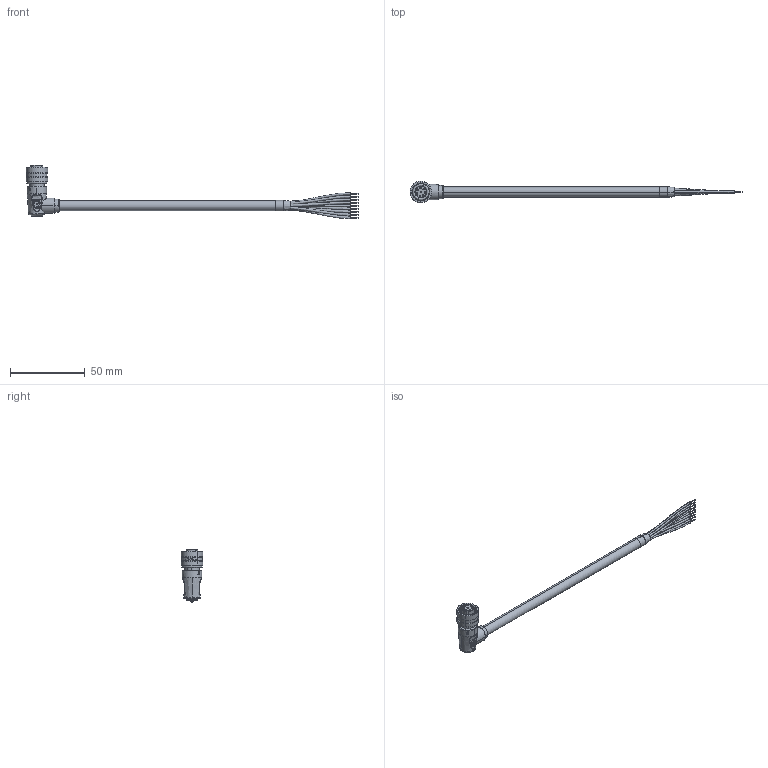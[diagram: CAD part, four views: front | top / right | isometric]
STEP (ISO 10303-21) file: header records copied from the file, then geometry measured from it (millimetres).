
FILE_DESCRIPTION (( 'STEP AP203' ), '1' );
FILE_NAME ('10-04720__revA.STEP', '2022-01-14T18:21:40', ( '' ), ( '' ), 'SwSTEP 2.0', 'SolidWorks 2021', '' );
FILE_SCHEMA (( 'CONFIG_CONTROL_DESIGN' ));
Length unit declared in the file: millimetre
Products named in the file (9): 10-04720__revA; 50-00983-02_For STEP file; 50-00983-03___; 50-00983_STEP; 50-00983-04___; 50-00983-01___; 24-00361; 50-00983-05___; 30-01611_M12 (50 with 5mm tinned)
Assembly tree (15 placements, depth 3):
  10-04720__revA
    30-01611_M12 (50 with 5mm tinned)
    24-00361
    50-00983_STEP
      50-00983-01___
      50-00983-02_For STEP file
      50-00983-03___  x8
      50-00983-04___
      50-00983-05___
Bounding box: 222.25 x 14.5 x 35.7 mm (x, y, z)
Volume: 11145.1 mm3; surface area: 68432.2 mm2
Topology: 757 solids, 757 shells, 5428 faces, 11345 edges, 7474 vertices
Faces by surface type: cylinder 3243, plane 1793, torus 165, bspline 134, cone 92, sphere 1
Entity records: 137968 total; most frequent: CARTESIAN_POINT 27587, DIRECTION 25332, ORIENTED_EDGE 19652, AXIS2_PLACEMENT_3D 11013, EDGE_CURVE 9826, VERTEX_POINT 6522, EDGE_LOOP 6350, CIRCLE 6253
